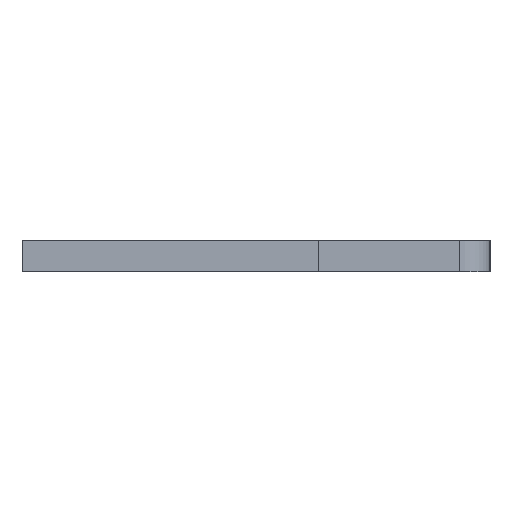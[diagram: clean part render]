
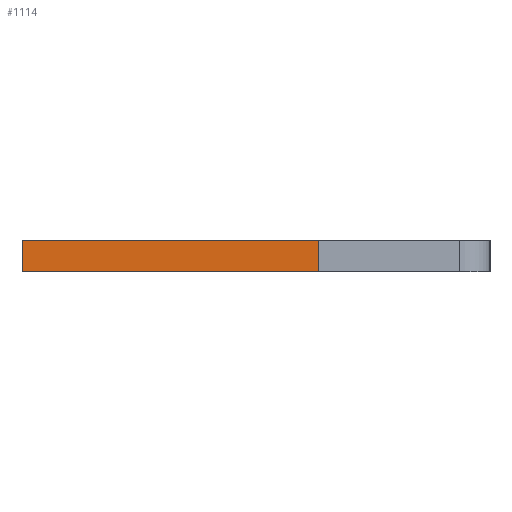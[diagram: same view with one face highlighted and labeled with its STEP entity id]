
A CAD part, left-side view. The second image highlights one B-rep face of the part: STEP entity #1114.
In plain terms, the highlighted face is planar.
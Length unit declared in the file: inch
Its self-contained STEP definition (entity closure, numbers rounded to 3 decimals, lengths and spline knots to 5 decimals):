
#25 = CARTESIAN_POINT ( 'NONE',  ( -0.01, 0.15, -0.04 ) ) ;
#39 = VECTOR ( 'NONE', #846, 39.37008 ) ;
#60 = VECTOR ( 'NONE', #93, 39.37008 ) ;
#65 = CARTESIAN_POINT ( 'NONE',  ( -0.01, -0.04, -0.04 ) ) ;
#93 = DIRECTION ( 'NONE',  ( -1., 0., 0. ) ) ;
#132 = FACE_OUTER_BOUND ( 'NONE', #935, .T. ) ;
#147 = VERTEX_POINT ( 'NONE', #25 ) ;
#166 = VERTEX_POINT ( 'NONE', #65 ) ;
#239 = LINE ( 'NONE', #1045, #60 ) ;
#283 = EDGE_CURVE ( 'NONE', #713, #351, #383, .T. ) ;
#351 = VERTEX_POINT ( 'NONE', #536 ) ;
#362 = DIRECTION ( 'NONE',  ( 0., 0., 1. ) ) ;
#369 = DIRECTION ( 'NONE',  ( 1., 0., 0. ) ) ;
#383 = LINE ( 'NONE', #1109, #39 ) ;
#404 = EDGE_CURVE ( 'NONE', #351, #147, #239, .T. ) ;
#432 = LINE ( 'NONE', #559, #1091 ) ;
#466 = DIRECTION ( 'NONE',  ( -1., 0., 0. ) ) ;
#470 = LINE ( 'NONE', #921, #897 ) ;
#529 = ORIENTED_EDGE ( 'NONE', *, *, #283, .F. ) ;
#536 = CARTESIAN_POINT ( 'NONE',  ( 0.01, 0.15, -0.04 ) ) ;
#559 = CARTESIAN_POINT ( 'NONE',  ( 0.01, -0.04, -0.04 ) ) ;
#604 = ORIENTED_EDGE ( 'NONE', *, *, #807, .T. ) ;
#649 = ORIENTED_EDGE ( 'NONE', *, *, #697, .T. ) ;
#673 = DIRECTION ( 'NONE',  ( 0., 1., 0. ) ) ;
#697 = EDGE_CURVE ( 'NONE', #166, #147, #470, .T. ) ;
#713 = VERTEX_POINT ( 'NONE', #999 ) ;
#753 = ORIENTED_EDGE ( 'NONE', *, *, #404, .F. ) ;
#807 = EDGE_CURVE ( 'NONE', #713, #166, #432, .T. ) ;
#846 = DIRECTION ( 'NONE',  ( 0., 1., 0. ) ) ;
#873 = CARTESIAN_POINT ( 'NONE',  ( 0.01, 0.15, -0.04 ) ) ;
#876 = AXIS2_PLACEMENT_3D ( 'NONE', #873, #362, #369 ) ;
#897 = VECTOR ( 'NONE', #673, 39.37008 ) ;
#921 = CARTESIAN_POINT ( 'NONE',  ( -0.01, 0.15, -0.04 ) ) ;
#935 = EDGE_LOOP ( 'NONE', ( #649, #753, #529, #604 ) ) ;
#963 = PLANE ( 'NONE',  #876 ) ;
#999 = CARTESIAN_POINT ( 'NONE',  ( 0.01, -0.04, -0.04 ) ) ;
#1045 = CARTESIAN_POINT ( 'NONE',  ( 0.01, 0.15, -0.04 ) ) ;
#1091 = VECTOR ( 'NONE', #466, 39.37008 ) ;
#1109 = CARTESIAN_POINT ( 'NONE',  ( 0.01, 0.15, -0.04 ) ) ;
#1114 = ADVANCED_FACE ( 'NONE', ( #132 ), #963, .F. ) ;
